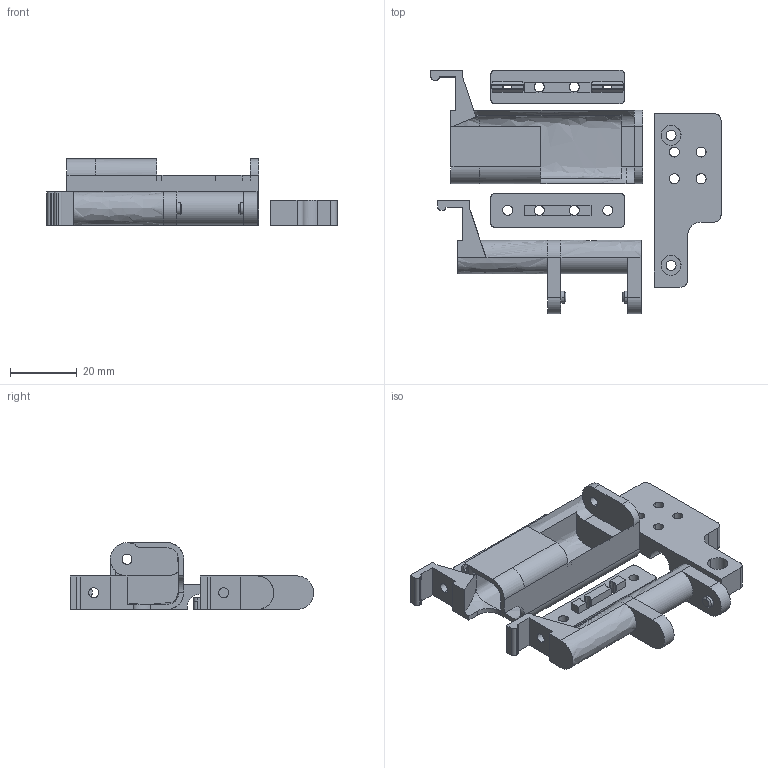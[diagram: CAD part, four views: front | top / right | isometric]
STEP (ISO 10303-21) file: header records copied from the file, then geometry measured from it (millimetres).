
FILE_DESCRIPTION(/* description */ (''),/* implementation_level */ '2;1');
FILE_NAME(/* name */ 'CHAIN_~1',/* time_stamp */ '2021-02-06T18:52:15+01:00',/* author */ (''),/* organization */ (''),/* preprocessor_version */ 'ST-DEVELOPER v16.5',/* originating_system */ '',/* authorisation */ '');
FILE_SCHEMA (('AUTOMOTIVE_DESIGN'));
Length unit declared in the file: millimetre
Products named in the file (1): Document
Bounding box: 87 x 72.99 x 20 mm (x, y, z)
Volume: 19356.1 mm3; surface area: 16511.9 mm2
Topology: 5 solids, 5 shells, 347 faces, 1003 edges, 655 vertices
Faces by surface type: bspline 194, plane 153
Entity records: 16320 total; most frequent: CARTESIAN_POINT 10329, ORIENTED_EDGE 2006, EDGE_CURVE 1003, B_SPLINE_CURVE_WITH_KNOTS 665, VERTEX_POINT 655, EDGE_LOOP 390, ADVANCED_FACE 347, FACE_OUTER_BOUND 347
